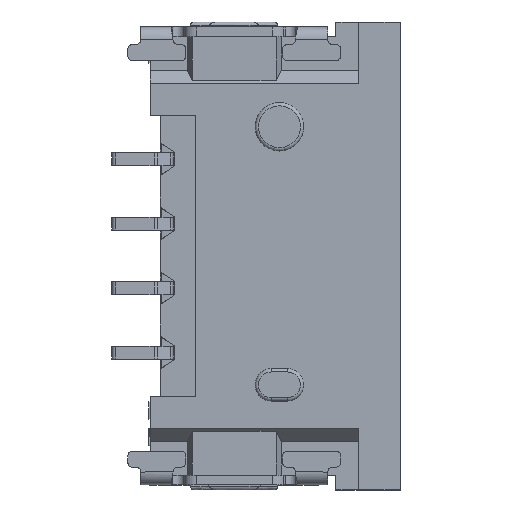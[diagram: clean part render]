
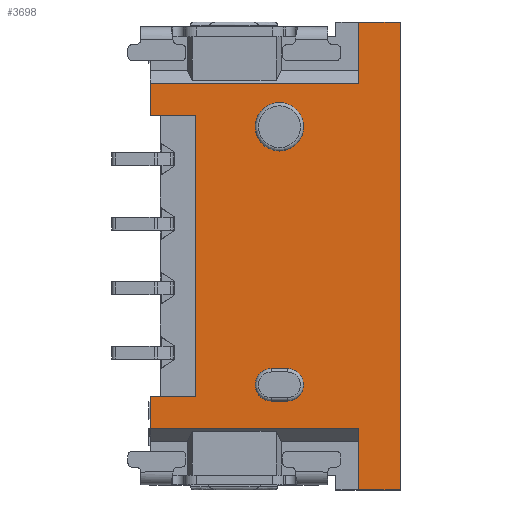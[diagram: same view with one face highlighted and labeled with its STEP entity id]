
A CAD part, top view. The second image highlights one B-rep face of the part: STEP entity #3698.
In plain terms, the highlighted planar face has unit normal (0, 0, 1).
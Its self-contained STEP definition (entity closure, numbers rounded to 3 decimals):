
#1032=CARTESIAN_POINT('',(4.,0.25,2.125));
#1033=VERTEX_POINT('',#1032);
#1050=CARTESIAN_POINT('',(4.,1.,2.125));
#1051=DIRECTION('',(0.,-1.,-0.));
#1052=DIRECTION('',(-0.,0.,1.));
#1053=AXIS2_PLACEMENT_3D('',#1050,#1052,#1051);
#1054=CIRCLE('',#1053,0.75);
#1055=EDGE_CURVE('',#1033,#1033,#1054,.T.);
#1065=CARTESIAN_POINT('',(3.75,-6.5,2.125));
#1066=VERTEX_POINT('',#1065);
#1083=CARTESIAN_POINT('',(4.25,-6.5,2.125));
#1084=VERTEX_POINT('',#1083);
#1091=CARTESIAN_POINT('',(4.25,-6.5,2.125));
#1092=DIRECTION('',(-1.,0.,0.));
#1093=VECTOR('',#1092,0.5);
#1094=LINE('',#1091,#1093);
#1095=EDGE_CURVE('',#1084,#1066,#1094,.T.);
#1115=CARTESIAN_POINT('',(4.25,-7.5,2.125));
#1116=VERTEX_POINT('',#1115);
#1123=CARTESIAN_POINT('',(4.25,-7.,2.125));
#1124=DIRECTION('',(0.,-1.,0.));
#1125=DIRECTION('',(0.,0.,1.));
#1126=AXIS2_PLACEMENT_3D('',#1123,#1125,#1124);
#1127=CIRCLE('',#1126,0.5);
#1128=EDGE_CURVE('',#1116,#1084,#1127,.T.);
#1147=CARTESIAN_POINT('',(3.75,-7.5,2.125));
#1148=VERTEX_POINT('',#1147);
#1155=CARTESIAN_POINT('',(3.75,-7.5,2.125));
#1156=DIRECTION('',(1.,0.,0.));
#1157=VECTOR('',#1156,0.5);
#1158=LINE('',#1155,#1157);
#1159=EDGE_CURVE('',#1148,#1116,#1158,.T.);
#1178=CARTESIAN_POINT('',(3.75,-7.,2.125));
#1179=DIRECTION('',(0.,1.,0.));
#1180=DIRECTION('',(0.,0.,1.));
#1181=AXIS2_PLACEMENT_3D('',#1178,#1180,#1179);
#1182=CIRCLE('',#1181,0.5);
#1183=EDGE_CURVE('',#1066,#1148,#1182,.T.);
#1473=CARTESIAN_POINT('',(7.75,-10.25,2.125));
#1474=VERTEX_POINT('',#1473);
#1500=CARTESIAN_POINT('',(7.75,4.25,2.125));
#1501=VERTEX_POINT('',#1500);
#1508=CARTESIAN_POINT('',(7.75,4.25,2.125));
#1509=DIRECTION('',(0.,-1.,0.));
#1510=VECTOR('',#1509,14.5);
#1511=LINE('',#1508,#1510);
#1512=EDGE_CURVE('',#1501,#1474,#1511,.T.);
#1910=CARTESIAN_POINT('',(0.,-7.35,2.125));
#1911=VERTEX_POINT('',#1910);
#1912=CARTESIAN_POINT('',(1.4,-7.35,2.125));
#1913=VERTEX_POINT('',#1912);
#1914=CARTESIAN_POINT('',(0.,-7.35,2.125));
#1915=DIRECTION('',(1.,0.,0.));
#1916=VECTOR('',#1915,1.4);
#1917=LINE('',#1914,#1916);
#1918=EDGE_CURVE('',#1911,#1913,#1917,.T.);
#2486=CARTESIAN_POINT('',(1.4,1.35,2.125));
#2487=VERTEX_POINT('',#2486);
#2494=CARTESIAN_POINT('',(0.,1.35,2.125));
#2495=VERTEX_POINT('',#2494);
#2496=CARTESIAN_POINT('',(1.4,1.35,2.125));
#2497=DIRECTION('',(-1.,0.,0.));
#2498=VECTOR('',#2497,1.4);
#2499=LINE('',#2496,#2498);
#2500=EDGE_CURVE('',#2487,#2495,#2499,.T.);
#2518=CARTESIAN_POINT('',(1.4,-7.35,2.125));
#2519=DIRECTION('',(0.,1.,0.));
#2520=VECTOR('',#2519,8.7);
#2521=LINE('',#2518,#2520);
#2522=EDGE_CURVE('',#1913,#2487,#2521,.T.);
#3168=CARTESIAN_POINT('',(6.45,-10.25,2.125));
#3169=VERTEX_POINT('',#3168);
#3170=CARTESIAN_POINT('',(7.75,-10.25,2.125));
#3171=DIRECTION('',(-1.,0.,0.));
#3172=VECTOR('',#3171,1.3);
#3173=LINE('',#3170,#3172);
#3174=EDGE_CURVE('',#1474,#3169,#3173,.T.);
#3233=CARTESIAN_POINT('',(6.45,4.25,2.125));
#3234=VERTEX_POINT('',#3233);
#3241=CARTESIAN_POINT('',(6.45,4.25,2.125));
#3242=DIRECTION('',(1.,0.,0.));
#3243=VECTOR('',#3242,1.3);
#3244=LINE('',#3241,#3243);
#3245=EDGE_CURVE('',#3234,#1501,#3244,.T.);
#3305=CARTESIAN_POINT('',(6.45,2.35,2.125));
#3306=VERTEX_POINT('',#3305);
#3313=CARTESIAN_POINT('',(6.45,2.35,2.125));
#3314=DIRECTION('',(0.,1.,0.));
#3315=VECTOR('',#3314,1.9);
#3316=LINE('',#3313,#3315);
#3317=EDGE_CURVE('',#3306,#3234,#3316,.T.);
#3334=CARTESIAN_POINT('',(6.45,-8.35,2.125));
#3335=VERTEX_POINT('',#3334);
#3336=CARTESIAN_POINT('',(6.45,-10.25,2.125));
#3337=DIRECTION('',(0.,1.,0.));
#3338=VECTOR('',#3337,1.9);
#3339=LINE('',#3336,#3338);
#3340=EDGE_CURVE('',#3169,#3335,#3339,.T.);
#3646=CARTESIAN_POINT('',(3.875,-3.,2.125));
#3647=DIRECTION('',(0.,-1.,0.));
#3648=DIRECTION('',(0.,0.,1.));
#3649=AXIS2_PLACEMENT_3D('',#3646,#3648,#3647);
#3650=PLANE('',#3649);
#3651=ORIENTED_EDGE('',*,*,#2500,.F.);
#3652=ORIENTED_EDGE('',*,*,#2522,.F.);
#3653=ORIENTED_EDGE('',*,*,#1918,.F.);
#3654=CARTESIAN_POINT('',(0.,-8.35,2.125));
#3655=VERTEX_POINT('',#3654);
#3656=CARTESIAN_POINT('',(0.,-7.35,2.125));
#3657=DIRECTION('',(0.,-1.,0.));
#3658=VECTOR('',#3657,1.);
#3659=LINE('',#3656,#3658);
#3660=EDGE_CURVE('',#1911,#3655,#3659,.T.);
#3661=ORIENTED_EDGE('',*,*,#3660,.T.);
#3662=CARTESIAN_POINT('',(0.,-8.35,2.125));
#3663=DIRECTION('',(1.,0.,0.));
#3664=VECTOR('',#3663,6.45);
#3665=LINE('',#3662,#3664);
#3666=EDGE_CURVE('',#3655,#3335,#3665,.T.);
#3667=ORIENTED_EDGE('',*,*,#3666,.T.);
#3668=ORIENTED_EDGE('',*,*,#3340,.F.);
#3669=ORIENTED_EDGE('',*,*,#3174,.F.);
#3670=ORIENTED_EDGE('',*,*,#1512,.F.);
#3671=ORIENTED_EDGE('',*,*,#3245,.F.);
#3672=ORIENTED_EDGE('',*,*,#3317,.F.);
#3673=CARTESIAN_POINT('',(0.,2.35,2.125));
#3674=VERTEX_POINT('',#3673);
#3675=CARTESIAN_POINT('',(6.45,2.35,2.125));
#3676=DIRECTION('',(-1.,0.,0.));
#3677=VECTOR('',#3676,6.45);
#3678=LINE('',#3675,#3677);
#3679=EDGE_CURVE('',#3306,#3674,#3678,.T.);
#3680=ORIENTED_EDGE('',*,*,#3679,.T.);
#3681=CARTESIAN_POINT('',(0.,2.35,2.125));
#3682=DIRECTION('',(0.,-1.,0.));
#3683=VECTOR('',#3682,1.);
#3684=LINE('',#3681,#3683);
#3685=EDGE_CURVE('',#3674,#2495,#3684,.T.);
#3686=ORIENTED_EDGE('',*,*,#3685,.T.);
#3687=EDGE_LOOP('',(#3651,#3652,#3653,#3661,#3667,#3668,#3669,#3670,#3671,#3672,#3680,#3686));
#3688=FACE_OUTER_BOUND('',#3687,.T.);
#3689=ORIENTED_EDGE('',*,*,#1055,.F.);
#3690=EDGE_LOOP('',(#3689));
#3691=FACE_BOUND('',#3690,.T.);
#3692=ORIENTED_EDGE('',*,*,#1095,.F.);
#3693=ORIENTED_EDGE('',*,*,#1128,.F.);
#3694=ORIENTED_EDGE('',*,*,#1159,.F.);
#3695=ORIENTED_EDGE('',*,*,#1183,.F.);
#3696=EDGE_LOOP('',(#3692,#3693,#3694,#3695));
#3697=FACE_BOUND('',#3696,.T.);
#3698=ADVANCED_FACE('',(#3688,#3691,#3697),#3650,.T.);
